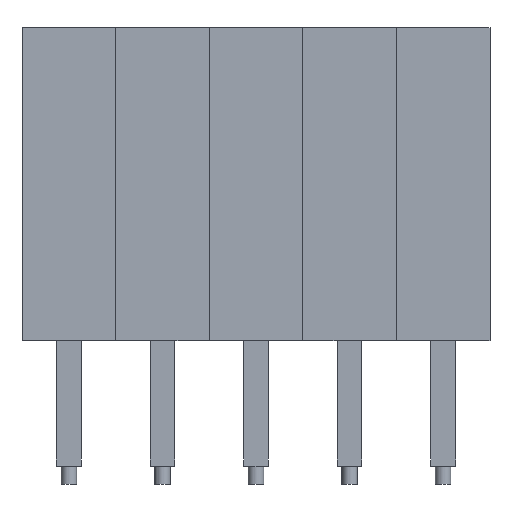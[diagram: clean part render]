
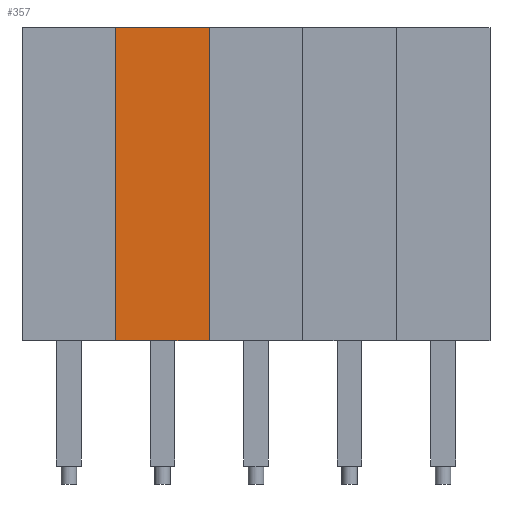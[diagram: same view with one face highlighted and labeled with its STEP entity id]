
A CAD part, front view. The second image highlights one B-rep face of the part: STEP entity #357.
In plain terms, the highlighted planar face has unit normal (0, -1, 0).
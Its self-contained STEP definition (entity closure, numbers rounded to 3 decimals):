
#357=ADVANCED_FACE('',(#574),#576,.T.);
#574=FACE_BOUND('',#575,.T.);
#575=EDGE_LOOP('',(#731,#732,#733,#734));
#576=PLANE('',#577);
#577=AXIS2_PLACEMENT_3D('',#578,#579,#580);
#578=CARTESIAN_POINT('',(0.,0.,0.));
#579=DIRECTION('',(0.,-1.,0.));
#580=DIRECTION('',(1.,0.,0.));
#731=ORIENTED_EDGE('',*,*,#820,.T.);
#732=ORIENTED_EDGE('',*,*,#801,.T.);
#733=ORIENTED_EDGE('',*,*,#815,.F.);
#734=ORIENTED_EDGE('',*,*,#808,.F.);
#801=EDGE_CURVE('',#883,#881,#884,.T.);
#808=EDGE_CURVE('',#893,#895,#896,.T.);
#815=EDGE_CURVE('',#895,#881,#905,.T.);
#820=EDGE_CURVE('',#893,#883,#914,.T.);
#881=VERTEX_POINT('',#1037);
#883=VERTEX_POINT('',#1041);
#884=LINE('',#1042,#1043);
#893=VERTEX_POINT('',#1063);
#895=VERTEX_POINT('',#1067);
#896=LINE('',#1068,#1069);
#905=LINE('',#1091,#1092);
#914=LINE('',#1110,#1111);
#1037=CARTESIAN_POINT('',(2.54,0.,8.5));
#1041=CARTESIAN_POINT('',(2.54,0.,0.));
#1042=CARTESIAN_POINT('',(2.54,0.,0.));
#1043=VECTOR('',#1044,1.);
#1044=DIRECTION('',(0.,0.,1.));
#1063=CARTESIAN_POINT('',(0.,0.,0.));
#1067=CARTESIAN_POINT('',(0.,0.,8.5));
#1068=CARTESIAN_POINT('',(0.,0.,0.));
#1069=VECTOR('',#1070,1.);
#1070=DIRECTION('',(0.,0.,1.));
#1091=CARTESIAN_POINT('',(0.,0.,8.5));
#1092=VECTOR('',#1093,1.);
#1093=DIRECTION('',(1.,0.,0.));
#1110=CARTESIAN_POINT('',(0.,0.,0.));
#1111=VECTOR('',#1112,1.);
#1112=DIRECTION('',(1.,0.,0.));
